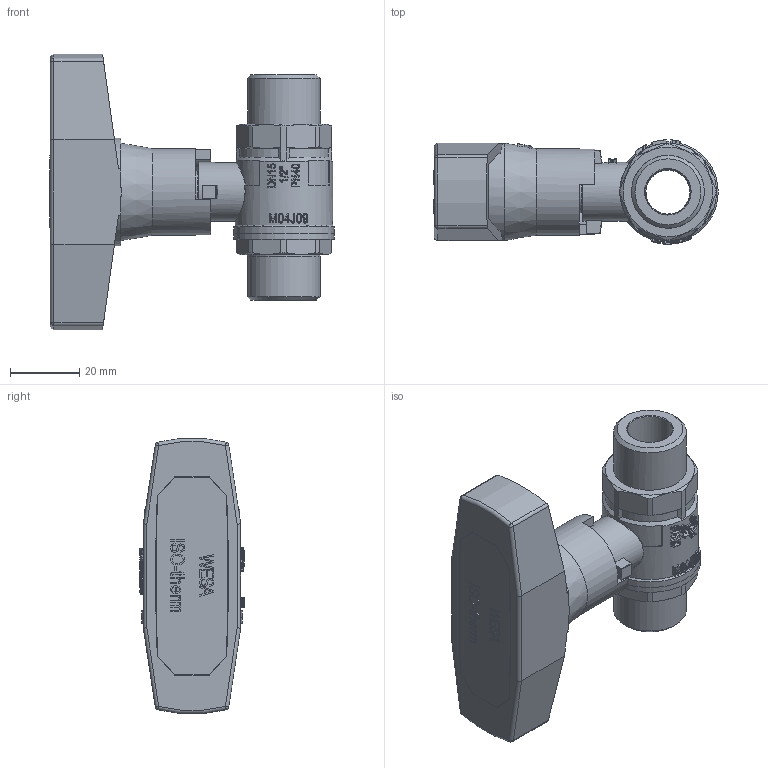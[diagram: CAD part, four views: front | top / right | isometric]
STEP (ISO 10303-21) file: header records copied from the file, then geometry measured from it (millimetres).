
FILE_DESCRIPTION(/* description */ ('Unknown'),/* implementation_level */ '2;1');
FILE_NAME(/* name */ '682-04',/* time_stamp */ '2022-03-28T09:48:40+02:00',/* author */ ('Unknown'),/* organization */ ('Unknown'),/* preprocessor_version */ 'ST-DEVELOPER v16.7',/* originating_system */ 'Solid Edge',/* authorisation */ 'Unknown');
FILE_SCHEMA (('AUTOMOTIVE_DESIGN {1 0 10303 214 3 1 1}'));
Products named in the file (11): 2.648.015; T-Griff 3_8-3_4; Abdeckkappe-3_8-1_1_2; Neu-T-Griff-Al-3_8-3_4-a; Befestigungsschraube-1_2-3_4; 620-04; 600-04_Spindel; 600-04_Stopfbuchse; 610-04_Einschraubteil; 620-04_Körper
Assembly tree (10 placements, depth 4):
  2.648.015
    T-Griff 3_8-3_4
      Abdeckkappe-3_8-1_1_2
      Neu-T-Griff-Al-3_8-3_4-a
      Befestigungsschraube-1_2-3_4
    620-04
      600-04_Spindel
        600-04_Stopfbuchse
        600-04_Spindel
      610-04_Einschraubteil
      620-04_Körper
Bounding box: 81.9 x 29.99 x 79.22 mm (x, y, z)
Volume: 50872.3 mm3; surface area: 32580 mm2
Topology: 7 solids, 7 shells, 1668 faces, 4663 edges, 3090 vertices
Faces by surface type: plane 1482, cylinder 133, cone 39, sphere 6, torus 5, bspline 3
Full cylindrical faces by diameter (mm): 1.5 x1, 3.4 x2, 5.4 x4, 6.6 x1, 8 x1, 8.9 x2, 9.1 x1, 9.3 x1, 10.5 x1, 10.8 x1, 12 x2, 12.5 x1, 12.64 x1, 13 x1, 14 x1, 14.5 x1, 17 x1, 18 x1, 18.1 x1, 19 x1, 19.2 x1, 20.955 x2, 20.96 x1, 23.5 x1, 25 x2, 25.5 x1, 28 x1, 29 x2
Entity records: 66387 total; most frequent: CARTESIAN_POINT 14387, DIRECTION 9736, ORIENTED_EDGE 9152, EDGE_CURVE 4576, AXIS2_PLACEMENT_3D 3582, VERTEX_POINT 3072, LINE 2572, VECTOR 2572
